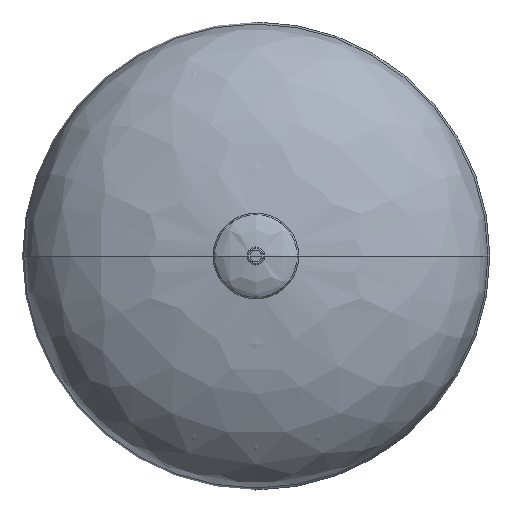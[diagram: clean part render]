
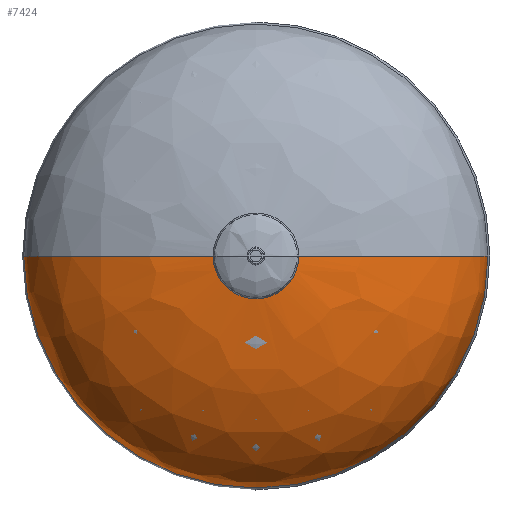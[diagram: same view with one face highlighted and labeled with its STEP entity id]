
A CAD part, front view. The second image highlights one B-rep face of the part: STEP entity #7424.
In plain terms, the highlighted free-form (B-spline) face has degree [3, 3] with [4, 4] control points.
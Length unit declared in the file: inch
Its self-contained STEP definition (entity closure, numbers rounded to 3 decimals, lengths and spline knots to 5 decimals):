
#351 = VERTEX_POINT ( 'NONE', #8968 ) ;
#493 = CARTESIAN_POINT ( 'NONE',  ( -2., -18.40531, -4. ) ) ;
#1169 = DIRECTION ( 'NONE',  ( 0., -1., 0. ) ) ;
#1231 = CARTESIAN_POINT ( 'NONE',  ( -7.34966, -17.89433, 0. ) ) ;
#1237 = VERTEX_POINT ( 'NONE', #1539 ) ;
#1324 = CARTESIAN_POINT ( 'NONE',  ( -10.825, -15.76569, -21.65 ) ) ;
#1539 = CARTESIAN_POINT ( 'NONE',  ( 10.825, -13., 0. ) ) ;
#1787 = VERTEX_POINT ( 'NONE', #6358 ) ;
#2164 = CARTESIAN_POINT ( 'NONE',  ( -10.825, -13., -21.65 ) ) ;
#2311 = ORIENTED_EDGE ( 'NONE', *, *, #4771, .T. ) ;
#2362 = VERTEX_POINT ( 'NONE', #2901 ) ;
#2563 = CARTESIAN_POINT ( 'NONE',  ( 7.34966, -17.89433, 0. ) ) ;
#2705 = ORIENTED_EDGE ( 'NONE', *, *, #9165, .T. ) ;
#2859 = DIRECTION ( 'NONE',  ( -1., 0., 0. ) ) ;
#2901 = CARTESIAN_POINT ( 'NONE',  ( 2., -18.40531, 0. ) ) ;
#3453 = ORIENTED_EDGE ( 'NONE', *, *, #4254, .F. ) ;
#3457 = CARTESIAN_POINT ( 'NONE',  ( 2., -18.40531, 0. ) ) ;
#3567 = EDGE_CURVE ( 'NONE', #1787, #2362, #9040, .T. ) ;
#3753 = CARTESIAN_POINT ( 'NONE',  ( 2., -18.40531, 0. ) ) ;
#3853 = CARTESIAN_POINT ( 'NONE',  ( 10.825, -15.76569, -21.65 ) ) ;
#4254 = EDGE_CURVE ( 'NONE', #2362, #1237, #8518, .T. ) ;
#4386 = ORIENTED_EDGE ( 'NONE', *, *, #3567, .F. ) ;
#4442 = CARTESIAN_POINT ( 'NONE',  ( -7.34966, -17.89433, -14.69933 ) ) ;
#4532 = CIRCLE ( 'NONE', #6063, 10.825 ) ;
#4533 = CARTESIAN_POINT ( 'NONE',  ( -10.825, -15.76569, 0. ) ) ;
#4685 = CARTESIAN_POINT ( 'NONE',  ( 0., -13., 0. ) ) ;
#4771 = EDGE_CURVE ( 'NONE', #351, #1237, #4532, .T. ) ;
#4778 = CARTESIAN_POINT ( 'NONE',  ( -10.825, -15.76569, 0. ) ) ;
#5028 = CARTESIAN_POINT ( 'NONE',  ( 10.825, -15.76569, 0. ) ) ;
#5519 = CARTESIAN_POINT ( 'NONE',  ( -2., -18.40531, 0. ) ) ;
#6063 = AXIS2_PLACEMENT_3D ( 'NONE', #4685, #9541, #9075 ) ;
#6131 = CARTESIAN_POINT ( 'NONE',  ( -2., -18.40531, 0. ) ) ;
#6178 = CARTESIAN_POINT ( 'NONE',  ( 7.34966, -17.89433, -14.69933 ) ) ;
#6358 = CARTESIAN_POINT ( 'NONE',  ( -2., -18.40531, 0. ) ) ;
#6730 =( BOUNDED_CURVE ( )  B_SPLINE_CURVE ( 3, ( #5519, #9680, #4778, #7326 ),
 .UNSPECIFIED., .F., .F. ) 
 B_SPLINE_CURVE_WITH_KNOTS ( ( 4, 4 ),
 ( 4.89821, 6.28319 ),
 .UNSPECIFIED. ) 
 CURVE ( )  GEOMETRIC_REPRESENTATION_ITEM ( )  RATIONAL_B_SPLINE_CURVE ( ( 1., 0.846, 0.846, 1. ) ) 
 REPRESENTATION_ITEM ( '' )  );
#7043 = CARTESIAN_POINT ( 'NONE',  ( -10.825, -13., 0. ) ) ;
#7090 = CARTESIAN_POINT ( 'NONE',  ( 10.825, -13., -21.65 ) ) ;
#7326 = CARTESIAN_POINT ( 'NONE',  ( -10.825, -13., 0. ) ) ;
#7424 = ADVANCED_FACE ( 'NONE', ( #8544 ), #7846, .F. ) ;
#7661 = CARTESIAN_POINT ( 'NONE',  ( 10.825, -15.76569, 0. ) ) ;
#7846 =( BOUNDED_SURFACE ( )  B_SPLINE_SURFACE ( 3, 3, ( 
 ( #3753, #7871, #493, #6131 ),
 ( #8451, #6178, #4442, #1231 ),
 ( #7661, #3853, #1324, #4533 ),
 ( #10083, #7090, #2164, #7043 ) ),
 .UNSPECIFIED., .F., .F., .F. ) 
 B_SPLINE_SURFACE_WITH_KNOTS ( ( 4, 4 ),
 ( 4, 4 ),
 ( 0., 1. ),
 ( 0., 1. ),
 .UNSPECIFIED. ) 
 GEOMETRIC_REPRESENTATION_ITEM ( )  RATIONAL_B_SPLINE_SURFACE ( (
 ( 1., 0.333, 0.333, 1.),
 ( 0.846, 0.282, 0.282, 0.846),
 ( 0.846, 0.282, 0.282, 0.846),
 ( 1., 0.333, 0.333, 1.) ) ) 
 REPRESENTATION_ITEM ( '' )  SURFACE ( )  );
#7871 = CARTESIAN_POINT ( 'NONE',  ( 2., -18.40531, -4. ) ) ;
#8342 = CARTESIAN_POINT ( 'NONE',  ( 0., -18.40531, 0. ) ) ;
#8451 = CARTESIAN_POINT ( 'NONE',  ( 7.34966, -17.89433, 0. ) ) ;
#8518 =( BOUNDED_CURVE ( )  B_SPLINE_CURVE ( 3, ( #3457, #2563, #5028, #9203 ),
 .UNSPECIFIED., .F., .F. ) 
 B_SPLINE_CURVE_WITH_KNOTS ( ( 4, 4 ),
 ( 4.89821, 6.28319 ),
 .UNSPECIFIED. ) 
 CURVE ( )  GEOMETRIC_REPRESENTATION_ITEM ( )  RATIONAL_B_SPLINE_CURVE ( ( 1., 0.846, 0.846, 1. ) ) 
 REPRESENTATION_ITEM ( '' )  );
#8544 = FACE_OUTER_BOUND ( 'NONE', #9051, .T. ) ;
#8968 = CARTESIAN_POINT ( 'NONE',  ( -10.825, -13., 0. ) ) ;
#9040 = CIRCLE ( 'NONE', #9872, 2. ) ;
#9051 = EDGE_LOOP ( 'NONE', ( #4386, #2705, #2311, #3453 ) ) ;
#9075 = DIRECTION ( 'NONE',  ( 1., 0., 0. ) ) ;
#9165 = EDGE_CURVE ( 'NONE', #1787, #351, #6730, .T. ) ;
#9203 = CARTESIAN_POINT ( 'NONE',  ( 10.825, -13., 0. ) ) ;
#9541 = DIRECTION ( 'NONE',  ( 0., -1., 0. ) ) ;
#9680 = CARTESIAN_POINT ( 'NONE',  ( -7.34966, -17.89433, 0. ) ) ;
#9872 = AXIS2_PLACEMENT_3D ( 'NONE', #8342, #1169, #2859 ) ;
#10083 = CARTESIAN_POINT ( 'NONE',  ( 10.825, -13., 0. ) ) ;
